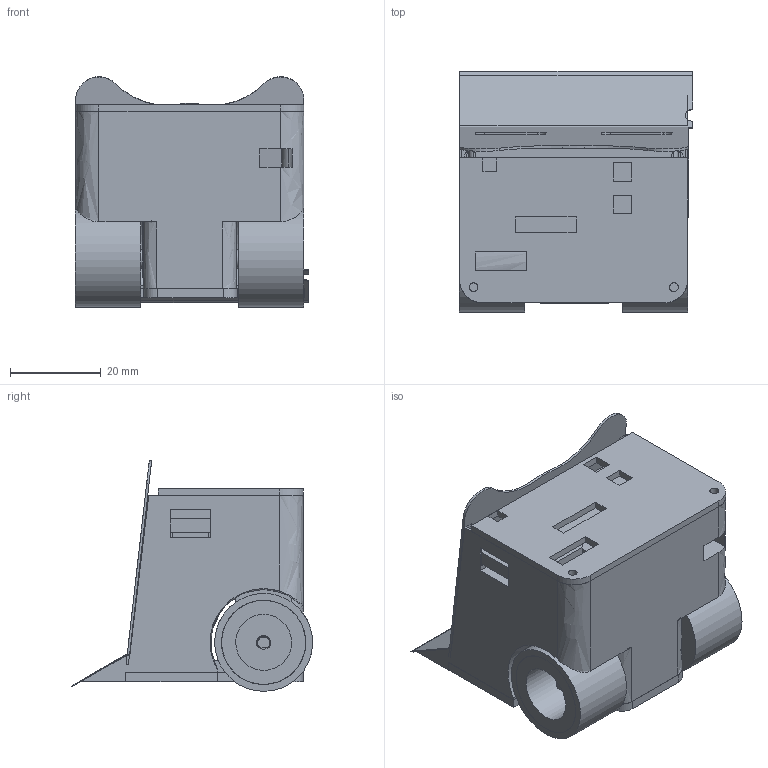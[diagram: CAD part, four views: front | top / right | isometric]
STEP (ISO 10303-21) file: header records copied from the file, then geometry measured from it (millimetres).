
FILE_DESCRIPTION(('FreeCAD Model'),'2;1');
FILE_NAME('Open CASCADE Shape Model','2025-05-03T01:58:34',('FreeCAD'),( 'FreeCAD'),'Open CASCADE STEP processor 7.6','FreeCAD','Unknown');
FILE_SCHEMA(('AUTOMOTIVE_DESIGN { 1 0 10303 214 1 1 1 1 }'));
Products named in the file (1): Open CASCADE STEP translator 7.6 1
Bounding box: 51.45 x 53.22 x 50.88 mm (x, y, z)
Volume: 45389.7 mm3; surface area: 53716.4 mm2
Topology: 115 solids, 115 shells, 5196 faces, 14353 edges, 9484 vertices
Faces by surface type: bspline 5196
Entity records: 176117 total; most frequent: CARTESIAN_POINT 96502, ORIENTED_EDGE 28690, EDGE_CURVE 14345, VERTEX_POINT 9484, B_SPLINE_CURVE_WITH_KNOTS 8220, FACE_BOUND 5577, EDGE_LOOP 5577, ADVANCED_FACE 5196
